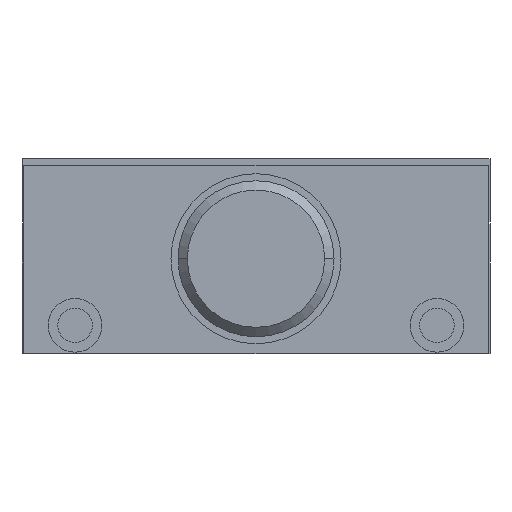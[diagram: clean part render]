
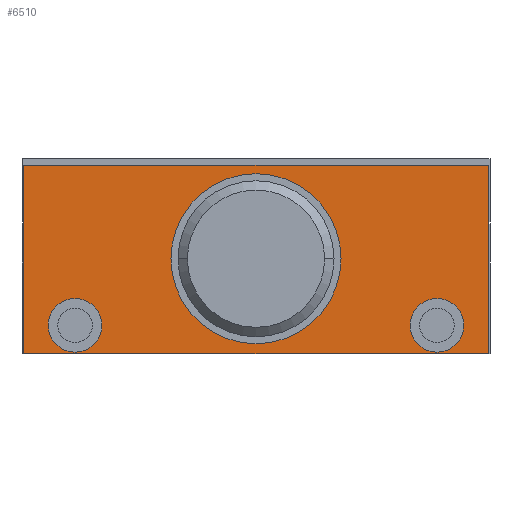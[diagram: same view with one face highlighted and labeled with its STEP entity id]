
A CAD part, front view. The second image highlights one B-rep face of the part: STEP entity #6510.
In plain terms, the highlighted planar face has unit normal (0, -1, 0).
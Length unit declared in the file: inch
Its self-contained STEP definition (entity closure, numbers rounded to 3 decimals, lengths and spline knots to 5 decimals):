
#5978=CARTESIAN_POINT('',(-0.988,-0.3125,-0.42262));
#5979=VERTEX_POINT('',#5978);
#5995=CARTESIAN_POINT('',(-1.332,-0.3125,-0.42262));
#5996=VERTEX_POINT('',#5995);
#6003=CARTESIAN_POINT('',(-1.16,-0.3125,-0.42262));
#6004=DIRECTION('',(0.0,1.0,0.0));
#6005=DIRECTION('',(1.0,0.0,0.0));
#6006=AXIS2_PLACEMENT_3D('',#6003,#6004,#6005);
#6007=CIRCLE('',#6006,0.172);
#6008=EDGE_CURVE('',#5979,#5996,#6007,.T.);
#6104=CARTESIAN_POINT('',(1.332,-0.3125,-0.42262));
#6105=VERTEX_POINT('',#6104);
#6121=CARTESIAN_POINT('',(0.988,-0.3125,-0.42262));
#6122=VERTEX_POINT('',#6121);
#6129=CARTESIAN_POINT('',(1.16,-0.3125,-0.42262));
#6130=DIRECTION('',(0.0,1.0,0.0));
#6131=DIRECTION('',(1.0,0.0,0.0));
#6132=AXIS2_PLACEMENT_3D('',#6129,#6130,#6131);
#6133=CIRCLE('',#6132,0.172);
#6134=EDGE_CURVE('',#6105,#6122,#6133,.T.);
#6192=CARTESIAN_POINT('',(1.16,-0.3125,-0.42262));
#6193=DIRECTION('',(0.0,1.0,0.0));
#6194=DIRECTION('',(1.0,0.0,0.0));
#6195=AXIS2_PLACEMENT_3D('',#6192,#6193,#6194);
#6196=CIRCLE('',#6195,0.172);
#6197=EDGE_CURVE('',#6122,#6105,#6196,.T.);
#6296=CARTESIAN_POINT('',(-1.16,-0.3125,-0.42262));
#6297=DIRECTION('',(0.0,1.0,0.0));
#6298=DIRECTION('',(1.0,0.0,0.0));
#6299=AXIS2_PLACEMENT_3D('',#6296,#6297,#6298);
#6300=CIRCLE('',#6299,0.172);
#6301=EDGE_CURVE('',#5996,#5979,#6300,.T.);
#6352=CARTESIAN_POINT('',(-1.49,-0.3125,0.60308));
#6353=VERTEX_POINT('',#6352);
#6354=CARTESIAN_POINT('',(1.49,-0.3125,0.60308));
#6355=VERTEX_POINT('',#6354);
#6356=CARTESIAN_POINT('',(-1.49,-0.3125,0.60308));
#6357=DIRECTION('',(1.0,0.0,0.0));
#6358=VECTOR('',#6357,2.98);
#6359=LINE('',#6356,#6358);
#6360=EDGE_CURVE('',#6353,#6355,#6359,.T.);
#6392=CARTESIAN_POINT('',(1.49,-0.3125,-0.60308));
#6393=VERTEX_POINT('',#6392);
#6394=CARTESIAN_POINT('',(1.49,-0.3125,0.60308));
#6395=DIRECTION('',(0.0,0.0,-1.0));
#6396=VECTOR('',#6395,1.20615);
#6397=LINE('',#6394,#6396);
#6398=EDGE_CURVE('',#6355,#6393,#6397,.T.);
#6423=CARTESIAN_POINT('',(-1.49,-0.3125,-0.60308));
#6424=VERTEX_POINT('',#6423);
#6425=CARTESIAN_POINT('',(1.49,-0.3125,-0.60308));
#6426=DIRECTION('',(-1.0,0.0,0.0));
#6427=VECTOR('',#6426,2.98);
#6428=LINE('',#6425,#6427);
#6429=EDGE_CURVE('',#6393,#6424,#6428,.T.);
#6454=CARTESIAN_POINT('',(-1.49,-0.3125,-0.60308));
#6455=DIRECTION('',(0.0,0.0,1.0));
#6456=VECTOR('',#6455,1.20615);
#6457=LINE('',#6454,#6456);
#6458=EDGE_CURVE('',#6424,#6353,#6457,.T.);
#6491=CARTESIAN_POINT('',(0.,-0.3125,0.));
#6492=DIRECTION('',(0.0,1.0,0.0));
#6493=DIRECTION('',(0.0,0.0,1.0));
#6494=AXIS2_PLACEMENT_3D('',#6491,#6492,#6493);
#6495=PLANE('',#6494);
#6496=ORIENTED_EDGE('',*,*,#6360,.F.);
#6497=ORIENTED_EDGE('',*,*,#6458,.F.);
#6498=ORIENTED_EDGE('',*,*,#6429,.F.);
#6499=ORIENTED_EDGE('',*,*,#6398,.F.);
#6500=EDGE_LOOP('',(#6496,#6497,#6498,#6499));
#6501=FACE_OUTER_BOUND('',#6500,.T.);
#6502=ORIENTED_EDGE('',*,*,#6134,.T.);
#6503=ORIENTED_EDGE('',*,*,#6197,.T.);
#6504=EDGE_LOOP('',(#6502,#6503));
#6505=FACE_BOUND('',#6504,.T.);
#6506=ORIENTED_EDGE('',*,*,#6008,.T.);
#6507=ORIENTED_EDGE('',*,*,#6301,.T.);
#6508=EDGE_LOOP('',(#6506,#6507));
#6509=FACE_BOUND('',#6508,.T.);
#6510=ADVANCED_FACE('',(#6501,#6505,#6509),#6495,.F.);
